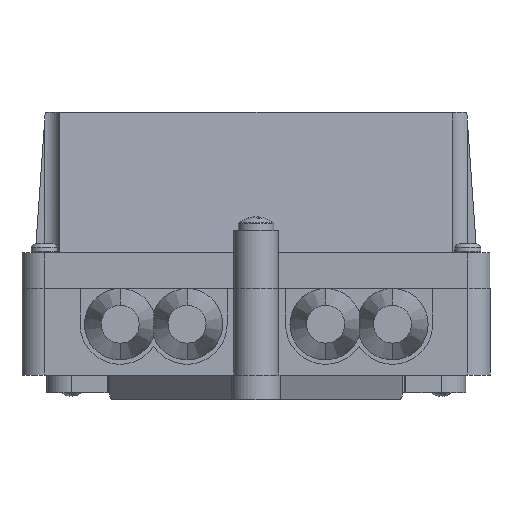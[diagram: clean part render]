
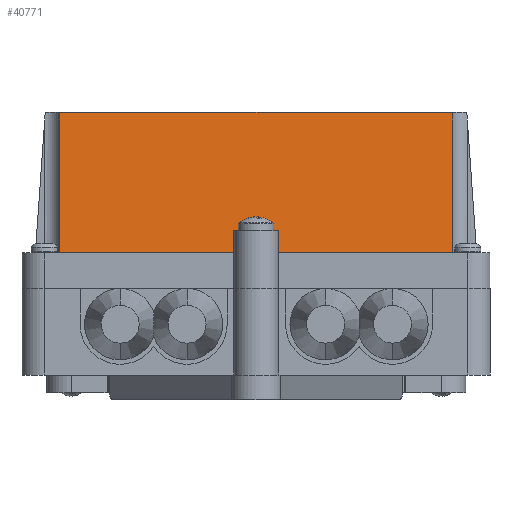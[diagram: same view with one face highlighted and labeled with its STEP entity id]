
A CAD part, front view. The second image highlights one B-rep face of the part: STEP entity #40771.
In plain terms, the highlighted planar face has unit normal (0, -0.998, 0.07).
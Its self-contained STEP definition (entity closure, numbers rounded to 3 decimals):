
#2897 = DIRECTION ( 'NONE',  ( 0., -0.07, -0.998 ) ) ;
#3823 = CARTESIAN_POINT ( 'NONE',  ( -43.177, -21.762, 31.5 ) ) ;
#3885 = EDGE_CURVE ( 'NONE', #18104, #12693, #27627, .T. ) ;
#4054 = ORIENTED_EDGE ( 'NONE', *, *, #38958, .T. ) ;
#4467 = LINE ( 'NONE', #30732, #41849 ) ;
#4885 = CARTESIAN_POINT ( 'NONE',  ( 0., -21.762, 31.5 ) ) ;
#6254 = CARTESIAN_POINT ( 'NONE',  ( 44.835, -21.762, 31.5 ) ) ;
#7079 = DIRECTION ( 'NONE',  ( -1., 0., 0. ) ) ;
#8061 = LINE ( 'NONE', #4885, #45393 ) ;
#8112 = LINE ( 'NONE', #42333, #47046 ) ;
#8349 = EDGE_CURVE ( 'NONE', #30779, #21270, #38809, .T. ) ;
#9290 = CARTESIAN_POINT ( 'NONE',  ( -43.171, -23.964, 0. ) ) ;
#9315 = DIRECTION ( 'NONE',  ( 1., 0., 0. ) ) ;
#10812 = VECTOR ( 'NONE', #55065, 1000. ) ;
#11337 = CARTESIAN_POINT ( 'NONE',  ( 44.829, -21.964, 28.601 ) ) ;
#12118 = EDGE_CURVE ( 'NONE', #18689, #29310, #65889, .T. ) ;
#12693 = VERTEX_POINT ( 'NONE', #47865 ) ;
#13281 = VECTOR ( 'NONE', #7079, 1000. ) ;
#13517 = CARTESIAN_POINT ( 'NONE',  ( 44.829, -23.964, 0. ) ) ;
#15753 = EDGE_CURVE ( 'NONE', #21270, #18689, #8061, .T. ) ;
#16285 = CARTESIAN_POINT ( 'NONE',  ( 44.829, -23.964, 0. ) ) ;
#16414 = ORIENTED_EDGE ( 'NONE', *, *, #12118, .F. ) ;
#16440 = CARTESIAN_POINT ( 'NONE',  ( 44.829, -21.897, 29.568 ) ) ;
#16537 = CARTESIAN_POINT ( 'NONE',  ( -43.173, -21.829, 30.535 ) ) ;
#17282 = CARTESIAN_POINT ( 'NONE',  ( 48.329, -23.615, 5. ) ) ;
#17418 = CARTESIAN_POINT ( 'NONE',  ( -43.171, -21.964, 28.601 ) ) ;
#17563 = CARTESIAN_POINT ( 'NONE',  ( 44.835, -21.762, 31.5 ) ) ;
#18104 = VERTEX_POINT ( 'NONE', #53402 ) ;
#18285 = ORIENTED_EDGE ( 'NONE', *, *, #51873, .F. ) ;
#18689 = VERTEX_POINT ( 'NONE', #17563 ) ;
#18821 = LINE ( 'NONE', #9290, #10812 ) ;
#20090 = ORIENTED_EDGE ( 'NONE', *, *, #64636, .F. ) ;
#20254 = EDGE_CURVE ( 'NONE', #48554, #60198, #8112, .T. ) ;
#21270 = VERTEX_POINT ( 'NONE', #3823 ) ;
#21551 = CARTESIAN_POINT ( 'NONE',  ( 5.829, -24.555, -8.448 ) ) ;
#22343 = CARTESIAN_POINT ( 'NONE',  ( -48.671, -23.964, 0. ) ) ;
#25077 = LINE ( 'NONE', #16285, #52078 ) ;
#26763 = ORIENTED_EDGE ( 'NONE', *, *, #8349, .F. ) ;
#27479 = DIRECTION ( 'NONE',  ( 0., -0.07, -0.998 ) ) ;
#27627 = LINE ( 'NONE', #21551, #41111 ) ;
#27794 = CARTESIAN_POINT ( 'NONE',  ( -48.671, -23.964, 0. ) ) ;
#27935 = VECTOR ( 'NONE', #63302, 1000. ) ;
#29310 = VERTEX_POINT ( 'NONE', #45455 ) ;
#30732 = CARTESIAN_POINT ( 'NONE',  ( -48.671, -23.964, 0. ) ) ;
#30779 = VERTEX_POINT ( 'NONE', #59477 ) ;
#33180 = EDGE_CURVE ( 'NONE', #55064, #30779, #18821, .T. ) ;
#33521 = ORIENTED_EDGE ( 'NONE', *, *, #44343, .T. ) ;
#34883 = ORIENTED_EDGE ( 'NONE', *, *, #3885, .T. ) ;
#37131 = AXIS2_PLACEMENT_3D ( 'NONE', #22343, #57887, #27479 ) ;
#38809 =( BOUNDED_CURVE ( )  B_SPLINE_CURVE ( 3, ( #17418, #52277, #16537, #57646 ),
 .UNSPECIFIED., .F., .T. ) 
 B_SPLINE_CURVE_WITH_KNOTS ( ( 4, 4 ),
 ( 1.571, 1.629 ),
 .UNSPECIFIED. ) 
 CURVE ( )  GEOMETRIC_REPRESENTATION_ITEM ( )  RATIONAL_B_SPLINE_CURVE ( ( 1., 1., 1., 1. ) ) 
 REPRESENTATION_ITEM ( '' )  );
#38958 = EDGE_CURVE ( 'NONE', #12693, #47098, #4467, .T. ) ;
#39461 = FACE_OUTER_BOUND ( 'NONE', #41508, .T. ) ;
#40325 = LINE ( 'NONE', #17282, #13281 ) ;
#40771 = ADVANCED_FACE ( 'NONE', ( #39461 ), #52758, .T. ) ;
#41111 = VECTOR ( 'NONE', #2897, 1000. ) ;
#41508 = EDGE_LOOP ( 'NONE', ( #26763, #62190, #33521, #62280, #18285, #34883, #4054, #20090, #16414, #57934 ) ) ;
#41739 = CARTESIAN_POINT ( 'NONE',  ( -4.171, -23.964, 0. ) ) ;
#41849 = VECTOR ( 'NONE', #46031, 1000. ) ;
#42333 = CARTESIAN_POINT ( 'NONE',  ( -4.171, -23.964, 0. ) ) ;
#44303 = CARTESIAN_POINT ( 'NONE',  ( -43.171, -23.964, 0. ) ) ;
#44343 = EDGE_CURVE ( 'NONE', #55064, #60198, #54906, .T. ) ;
#45393 = VECTOR ( 'NONE', #9315, 1000. ) ;
#45455 = CARTESIAN_POINT ( 'NONE',  ( 44.829, -21.964, 28.601 ) ) ;
#46031 = DIRECTION ( 'NONE',  ( 1., 0., 0. ) ) ;
#47046 = VECTOR ( 'NONE', #49131, 1000. ) ;
#47098 = VERTEX_POINT ( 'NONE', #13517 ) ;
#47707 = CARTESIAN_POINT ( 'NONE',  ( -4.171, -23.615, 5. ) ) ;
#47865 = CARTESIAN_POINT ( 'NONE',  ( 5.829, -23.964, 0. ) ) ;
#48554 = VERTEX_POINT ( 'NONE', #47707 ) ;
#49131 = DIRECTION ( 'NONE',  ( 0., -0.07, -0.998 ) ) ;
#51873 = EDGE_CURVE ( 'NONE', #18104, #48554, #40325, .T. ) ;
#51976 = CARTESIAN_POINT ( 'NONE',  ( 44.831, -21.829, 30.535 ) ) ;
#52078 = VECTOR ( 'NONE', #57611, 1000. ) ;
#52277 = CARTESIAN_POINT ( 'NONE',  ( -43.171, -21.897, 29.568 ) ) ;
#52758 = PLANE ( 'NONE',  #37131 ) ;
#53402 = CARTESIAN_POINT ( 'NONE',  ( 5.829, -23.615, 5. ) ) ;
#54906 = LINE ( 'NONE', #27794, #27935 ) ;
#55064 = VERTEX_POINT ( 'NONE', #44303 ) ;
#55065 = DIRECTION ( 'NONE',  ( 0., 0.07, 0.998 ) ) ;
#57611 = DIRECTION ( 'NONE',  ( 0., -0.07, -0.998 ) ) ;
#57646 = CARTESIAN_POINT ( 'NONE',  ( -43.177, -21.762, 31.5 ) ) ;
#57887 = DIRECTION ( 'NONE',  ( 0., -0.998, 0.07 ) ) ;
#57934 = ORIENTED_EDGE ( 'NONE', *, *, #15753, .F. ) ;
#59477 = CARTESIAN_POINT ( 'NONE',  ( -43.171, -21.964, 28.601 ) ) ;
#60198 = VERTEX_POINT ( 'NONE', #41739 ) ;
#62190 = ORIENTED_EDGE ( 'NONE', *, *, #33180, .F. ) ;
#62280 = ORIENTED_EDGE ( 'NONE', *, *, #20254, .F. ) ;
#63302 = DIRECTION ( 'NONE',  ( 1., 0., 0. ) ) ;
#64636 = EDGE_CURVE ( 'NONE', #29310, #47098, #25077, .T. ) ;
#65889 =( BOUNDED_CURVE ( )  B_SPLINE_CURVE ( 3, ( #6254, #51976, #16440, #11337 ),
 .UNSPECIFIED., .F., .F. ) 
 B_SPLINE_CURVE_WITH_KNOTS ( ( 4, 4 ),
 ( 4.654, 4.712 ),
 .UNSPECIFIED. ) 
 CURVE ( )  GEOMETRIC_REPRESENTATION_ITEM ( )  RATIONAL_B_SPLINE_CURVE ( ( 1., 1., 1., 1. ) ) 
 REPRESENTATION_ITEM ( '' )  );
